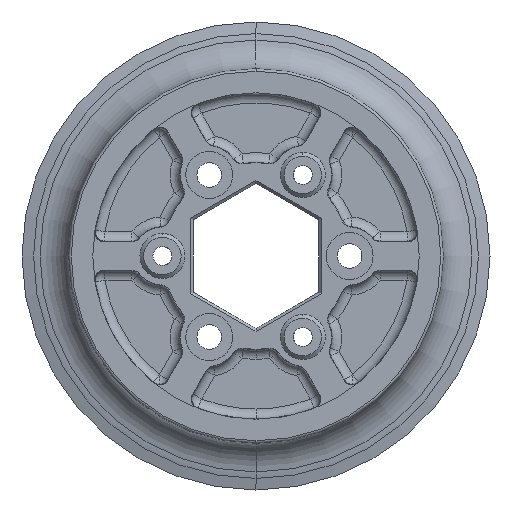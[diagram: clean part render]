
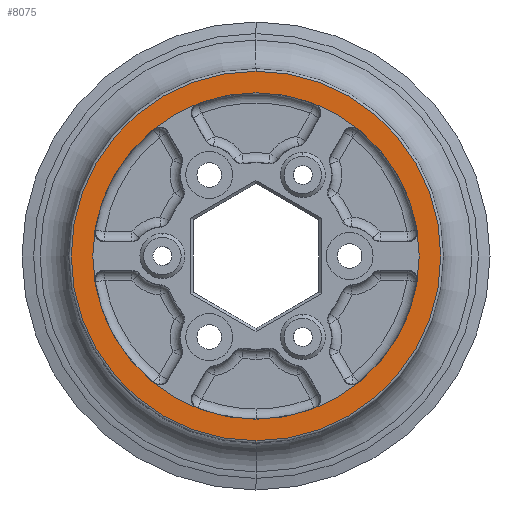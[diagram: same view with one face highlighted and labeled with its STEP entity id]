
A CAD part, left-side view. The second image highlights one B-rep face of the part: STEP entity #8075.
In plain terms, the highlighted planar face has unit normal (-1, 0, 0).
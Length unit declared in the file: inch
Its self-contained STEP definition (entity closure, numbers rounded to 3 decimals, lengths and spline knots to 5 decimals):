
#118 = DIRECTION ( 'NONE',  ( -1., 0., 0. ) ) ;
#158 = CARTESIAN_POINT ( 'NONE',  ( 0., 0., 0. ) ) ;
#218 = VERTEX_POINT ( 'NONE', #6402 ) ;
#268 = ORIENTED_EDGE ( 'NONE', *, *, #5004, .F. ) ;
#297 = ORIENTED_EDGE ( 'NONE', *, *, #8098, .F. ) ;
#928 = FACE_OUTER_BOUND ( 'NONE', #7338, .T. ) ;
#959 = DIRECTION ( 'NONE',  ( -1., 0., 0. ) ) ;
#964 = DIRECTION ( 'NONE',  ( 0., 0., -1. ) ) ;
#987 = CIRCLE ( 'NONE', #2285, 0.74032 ) ;
#1181 = CARTESIAN_POINT ( 'NONE',  ( 0., 0., 0.65396 ) ) ;
#1298 = CARTESIAN_POINT ( 'NONE',  ( 0., 0., 0. ) ) ;
#1305 = CARTESIAN_POINT ( 'NONE',  ( 0., 0., 0. ) ) ;
#1633 = EDGE_LOOP ( 'NONE', ( #297, #268 ) ) ;
#1889 = CIRCLE ( 'NONE', #2540, 0.74032 ) ;
#1969 = ORIENTED_EDGE ( 'NONE', *, *, #2991, .T. ) ;
#2285 = AXIS2_PLACEMENT_3D ( 'NONE', #158, #118, #6369 ) ;
#2540 = AXIS2_PLACEMENT_3D ( 'NONE', #1298, #5799, #3149 ) ;
#2633 = AXIS2_PLACEMENT_3D ( 'NONE', #1305, #3772, #6301 ) ;
#2877 = CARTESIAN_POINT ( 'NONE',  ( 0., 0., 0. ) ) ;
#2991 = EDGE_CURVE ( 'NONE', #218, #4062, #987, .T. ) ;
#3000 = ORIENTED_EDGE ( 'NONE', *, *, #5929, .T. ) ;
#3149 = DIRECTION ( 'NONE',  ( 0., 0., -1. ) ) ;
#3352 = CARTESIAN_POINT ( 'NONE',  ( 0., 0., 0. ) ) ;
#3398 = PLANE ( 'NONE',  #2633 ) ;
#3772 = DIRECTION ( 'NONE',  ( 1., 0., 0. ) ) ;
#3798 = AXIS2_PLACEMENT_3D ( 'NONE', #2877, #4730, #964 ) ;
#3993 = AXIS2_PLACEMENT_3D ( 'NONE', #3352, #959, #4137 ) ;
#4062 = VERTEX_POINT ( 'NONE', #7709 ) ;
#4137 = DIRECTION ( 'NONE',  ( 0., 0., -1. ) ) ;
#4730 = DIRECTION ( 'NONE',  ( -1., 0., 0. ) ) ;
#5004 = EDGE_CURVE ( 'NONE', #5094, #5797, #7569, .T. ) ;
#5094 = VERTEX_POINT ( 'NONE', #7527 ) ;
#5797 = VERTEX_POINT ( 'NONE', #1181 ) ;
#5799 = DIRECTION ( 'NONE',  ( -1., 0., 0. ) ) ;
#5929 = EDGE_CURVE ( 'NONE', #4062, #218, #1889, .T. ) ;
#6069 = CIRCLE ( 'NONE', #3798, 0.65396 ) ;
#6301 = DIRECTION ( 'NONE',  ( 0., 0., -1. ) ) ;
#6369 = DIRECTION ( 'NONE',  ( 0., 0., -1. ) ) ;
#6402 = CARTESIAN_POINT ( 'NONE',  ( 0., 0., 0.74032 ) ) ;
#6547 = FACE_BOUND ( 'NONE', #1633, .T. ) ;
#7338 = EDGE_LOOP ( 'NONE', ( #1969, #3000 ) ) ;
#7527 = CARTESIAN_POINT ( 'NONE',  ( 0., 0., -0.65396 ) ) ;
#7569 = CIRCLE ( 'NONE', #3993, 0.65396 ) ;
#7709 = CARTESIAN_POINT ( 'NONE',  ( 0., 0., -0.74032 ) ) ;
#8075 = ADVANCED_FACE ( 'NONE', ( #6547, #928 ), #3398, .F. ) ;
#8098 = EDGE_CURVE ( 'NONE', #5797, #5094, #6069, .T. ) ;
